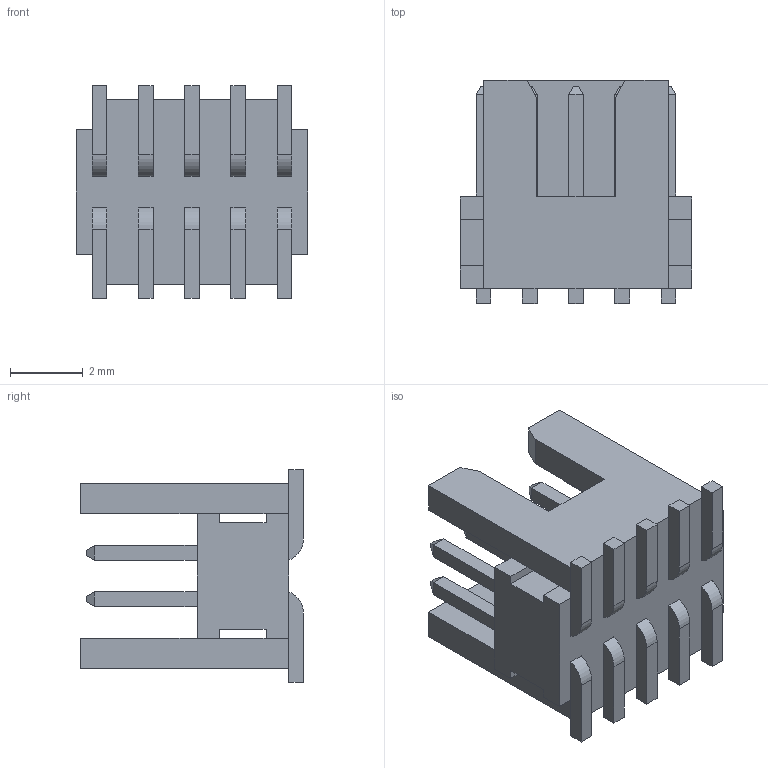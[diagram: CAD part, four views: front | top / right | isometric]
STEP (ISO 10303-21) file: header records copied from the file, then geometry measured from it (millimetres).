
FILE_DESCRIPTION (( 'STEP AP214' ), '1' );
FILE_NAME ('FTSH-105-01-F-DV-K-TR.STEP', '2018-11-27T19:57:05', ( '' ), ( '' ), 'SwSTEP 2.0', 'SolidWorks 2017', '' );
FILE_SCHEMA (( 'AUTOMOTIVE_DESIGN' ));
Length unit declared in the file: inch
Products named in the file (1): FTSH-105-01-F-DV-K-TR
Bounding box: 6.35 x 6.12 x 5.84 mm (x, y, z)
Volume: 101.5 mm3; surface area: 307.3 mm2
Topology: 21 solids, 21 shells, 196 faces, 422 edges, 264 vertices
Faces by surface type: plane 186, cylinder 10
Entity records: 7368 total; most frequent: CARTESIAN_POINT 883, ORIENTED_EDGE 844, DIRECTION 836, EDGE_CURVE 422, VECTOR 402, LINE 402, VERTEX_POINT 264, AXIS2_PLACEMENT_3D 217
